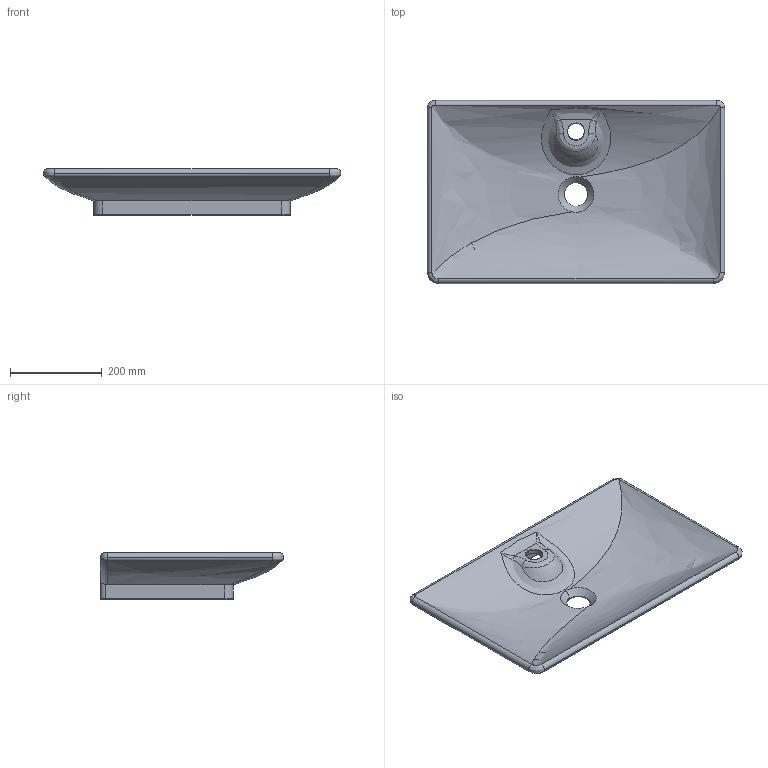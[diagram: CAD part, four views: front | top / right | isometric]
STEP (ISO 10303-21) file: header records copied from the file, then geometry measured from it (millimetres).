
FILE_DESCRIPTION(/* description */ (''),/* implementation_level */ '2;1');
FILE_NAME(/* name */ '4265',/* time_stamp */ '2025-07-08T19:35:24+03:00',/* author */ (''),/* organization */ (''),/* preprocessor_version */ 'ST-DEVELOPER v16.5',/* originating_system */ '',/* authorisation */ '');
FILE_SCHEMA (('AUTOMOTIVE_DESIGN_CC2'));
Length unit declared in the file: millimetre
Products named in the file (1): Document
Bounding box: 649.13 x 399.57 x 102 mm (x, y, z)
Surface area: 677995.8 mm2 (no closed solid volume)
Topology: 0 solids, 1 shells, 222 faces, 587 edges, 355 vertices
Faces by surface type: bspline 104, cylinder 78, plane 40
Entity records: 19158 total; most frequent: CARTESIAN_POINT 15653, ORIENTED_EDGE 1153, EDGE_CURVE 584, VERTEX_POINT 355, B_SPLINE_CURVE_WITH_KNOTS 344, EDGE_LOOP 224, ADVANCED_FACE 222, FACE_OUTER_BOUND 222
